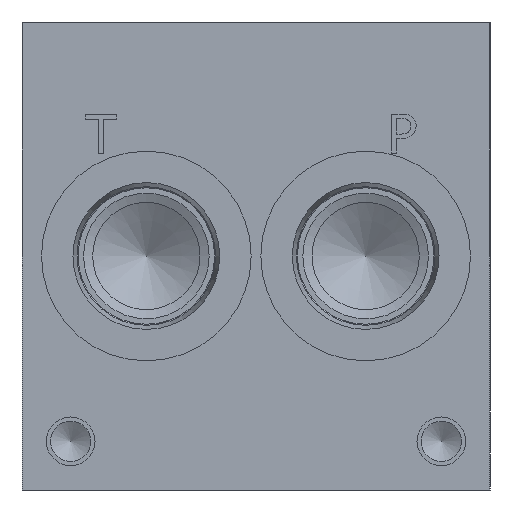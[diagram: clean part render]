
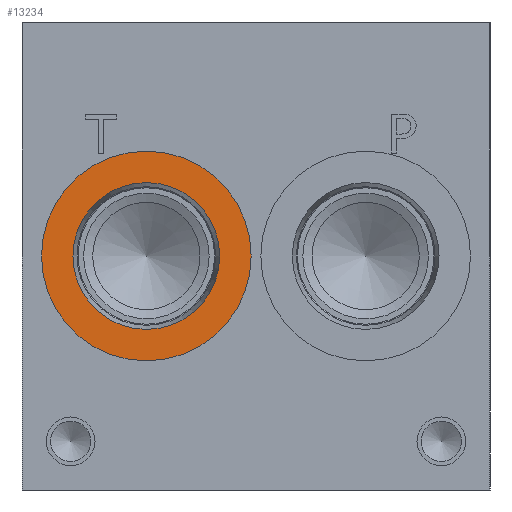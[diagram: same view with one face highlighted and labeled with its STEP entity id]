
A CAD part, left-side view. The second image highlights one B-rep face of the part: STEP entity #13234.
In plain terms, the highlighted planar face has unit normal (-1, 0, 0).
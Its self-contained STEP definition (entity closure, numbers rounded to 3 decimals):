
#260=CIRCLE('',#13857,17.069);
#261=CIRCLE('',#13858,17.069);
#262=CIRCLE('',#13860,11.951);
#263=CIRCLE('',#13861,11.951);
#555=FACE_BOUND('',#2441,.T.);
#1682=FACE_OUTER_BOUND('',#2440,.T.);
#2440=EDGE_LOOP('',(#11114,#11115));
#2441=EDGE_LOOP('',(#11116,#11117));
#6003=VERTEX_POINT('',#22498);
#6004=VERTEX_POINT('',#22500);
#6005=VERTEX_POINT('',#22504);
#6006=VERTEX_POINT('',#22505);
#7777=EDGE_CURVE('',#6003,#6004,#260,.T.);
#7778=EDGE_CURVE('',#6004,#6003,#261,.T.);
#7779=EDGE_CURVE('',#6005,#6006,#262,.T.);
#7780=EDGE_CURVE('',#6006,#6005,#263,.T.);
#11114=ORIENTED_EDGE('',*,*,#7778,.F.);
#11115=ORIENTED_EDGE('',*,*,#7777,.F.);
#11116=ORIENTED_EDGE('',*,*,#7779,.T.);
#11117=ORIENTED_EDGE('',*,*,#7780,.T.);
#12167=PLANE('',#13859);
#13234=ADVANCED_FACE('',(#1682,#555),#12167,.F.);
#13857=AXIS2_PLACEMENT_3D('',#22501,#16226,#16227);
#13858=AXIS2_PLACEMENT_3D('',#22502,#16228,#16229);
#13859=AXIS2_PLACEMENT_3D('',#22503,#16230,#16231);
#13860=AXIS2_PLACEMENT_3D('',#22506,#16232,#16233);
#13861=AXIS2_PLACEMENT_3D('',#22507,#16234,#16235);
#16226=DIRECTION('center_axis',(1.,0.,0.));
#16227=DIRECTION('ref_axis',(0.,0.,-1.));
#16228=DIRECTION('center_axis',(1.,0.,0.));
#16229=DIRECTION('ref_axis',(0.,0.,-1.));
#16230=DIRECTION('center_axis',(1.,0.,0.));
#16231=DIRECTION('ref_axis',(0.,0.,-1.));
#16232=DIRECTION('center_axis',(1.,0.,0.));
#16233=DIRECTION('ref_axis',(0.,0.,-1.));
#16234=DIRECTION('center_axis',(1.,0.,0.));
#16235=DIRECTION('ref_axis',(0.,0.,-1.));
#22498=CARTESIAN_POINT('',(0.787,55.956,21.031));
#22500=CARTESIAN_POINT('',(0.787,55.956,55.169));
#22501=CARTESIAN_POINT('Origin',(0.787,55.956,38.1));
#22502=CARTESIAN_POINT('Origin',(0.787,55.956,38.1));
#22503=CARTESIAN_POINT('Origin',(0.787,55.956,50.051));
#22504=CARTESIAN_POINT('',(0.787,55.956,50.051));
#22505=CARTESIAN_POINT('',(0.787,55.956,26.149));
#22506=CARTESIAN_POINT('Origin',(0.787,55.956,38.1));
#22507=CARTESIAN_POINT('Origin',(0.787,55.956,38.1));
